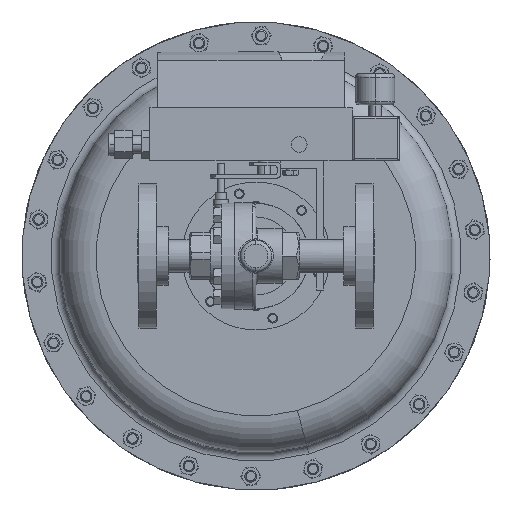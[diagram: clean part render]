
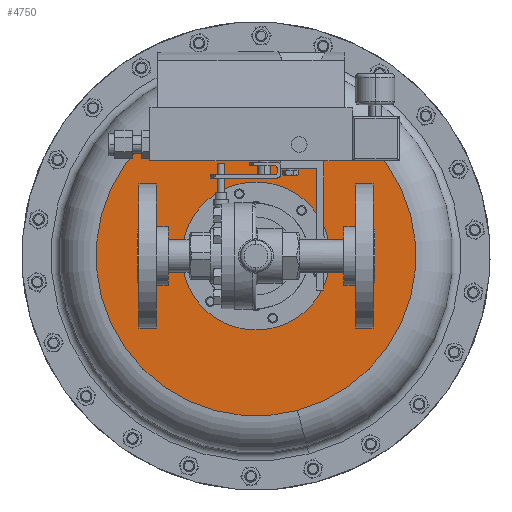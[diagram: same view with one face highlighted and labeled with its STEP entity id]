
A CAD part, front view. The second image highlights one B-rep face of the part: STEP entity #4750.
In plain terms, the highlighted planar face has unit normal (0, -1, 0).
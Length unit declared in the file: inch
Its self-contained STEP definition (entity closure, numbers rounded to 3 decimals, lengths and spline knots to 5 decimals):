
#348 = DIRECTION ( 'NONE',  ( -0.259, 0., 0.966 ) ) ;
#1377 = ORIENTED_EDGE ( 'NONE', *, *, #20864, .T. ) ;
#3093 = AXIS2_PLACEMENT_3D ( 'NONE', #6217, #35414, #12719 ) ;
#4166 = CIRCLE ( 'NONE', #23713, 5.125 ) ;
#4750 = ADVANCED_FACE ( 'NONE', ( #39079, #38077 ), #38543, .T. ) ;
#6217 = CARTESIAN_POINT ( 'NONE',  ( 6.49979, 9.31137, 4.60657 ) ) ;
#6738 = AXIS2_PLACEMENT_3D ( 'NONE', #12212, #34912, #15440 ) ;
#7126 = CARTESIAN_POINT ( 'NONE',  ( 1.54942, 9.31137, 3.28012 ) ) ;
#7267 = DIRECTION ( 'NONE',  ( 0., 1., 0. ) ) ;
#10396 = DIRECTION ( 'NONE',  ( 0.707, 0., -0.707 ) ) ;
#10515 = ORIENTED_EDGE ( 'NONE', *, *, #17726, .T. ) ;
#12212 = CARTESIAN_POINT ( 'NONE',  ( 1.54942, 9.31137, 3.28012 ) ) ;
#12719 = DIRECTION ( 'NONE',  ( 0.259, 0., -0.966 ) ) ;
#13106 = CARTESIAN_POINT ( 'NONE',  ( -0.12996, 9.31137, 4.9595 ) ) ;
#14478 = EDGE_LOOP ( 'NONE', ( #1377, #10515 ) ) ;
#14649 = CIRCLE ( 'NONE', #38208, 2.375 ) ;
#15233 = EDGE_CURVE ( 'NONE', #33807, #18292, #4166, .T. ) ;
#15406 = ORIENTED_EDGE ( 'NONE', *, *, #15233, .F. ) ;
#15440 = DIRECTION ( 'NONE',  ( 0.707, 0., -0.707 ) ) ;
#17726 = EDGE_CURVE ( 'NONE', #34836, #23723, #14649, .T. ) ;
#17916 = CARTESIAN_POINT ( 'NONE',  ( 2.87587, 9.31137, -1.67025 ) ) ;
#18292 = VERTEX_POINT ( 'NONE', #40146 ) ;
#18984 = EDGE_CURVE ( 'NONE', #18292, #33807, #28326, .T. ) ;
#19699 = DIRECTION ( 'NONE',  ( 0., 1., 0. ) ) ;
#20799 = CARTESIAN_POINT ( 'NONE',  ( 3.2288, 9.31137, 1.60074 ) ) ;
#20864 = EDGE_CURVE ( 'NONE', #23723, #34836, #21815, .T. ) ;
#21029 = ORIENTED_EDGE ( 'NONE', *, *, #18984, .F. ) ;
#21815 = CIRCLE ( 'NONE', #6738, 2.375 ) ;
#23713 = AXIS2_PLACEMENT_3D ( 'NONE', #26695, #7267, #29970 ) ;
#23723 = VERTEX_POINT ( 'NONE', #13106 ) ;
#26695 = CARTESIAN_POINT ( 'NONE',  ( 1.54942, 9.31137, 3.28012 ) ) ;
#27628 = AXIS2_PLACEMENT_3D ( 'NONE', #39181, #19699, #348 ) ;
#28015 = EDGE_LOOP ( 'NONE', ( #21029, #15406 ) ) ;
#28326 = CIRCLE ( 'NONE', #27628, 5.125 ) ;
#29824 = DIRECTION ( 'NONE',  ( 0., 1., 0. ) ) ;
#29970 = DIRECTION ( 'NONE',  ( -0.259, 0., 0.966 ) ) ;
#33807 = VERTEX_POINT ( 'NONE', #17916 ) ;
#34836 = VERTEX_POINT ( 'NONE', #20799 ) ;
#34912 = DIRECTION ( 'NONE',  ( 0., 1., 0. ) ) ;
#35414 = DIRECTION ( 'NONE',  ( 0., -1., 0. ) ) ;
#38077 = FACE_BOUND ( 'NONE', #14478, .T. ) ;
#38208 = AXIS2_PLACEMENT_3D ( 'NONE', #7126, #29824, #10396 ) ;
#38543 = PLANE ( 'NONE',  #3093 ) ;
#39079 = FACE_OUTER_BOUND ( 'NONE', #28015, .T. ) ;
#39181 = CARTESIAN_POINT ( 'NONE',  ( 1.54942, 9.31137, 3.28012 ) ) ;
#40146 = CARTESIAN_POINT ( 'NONE',  ( 0.22298, 9.31137, 8.23049 ) ) ;
